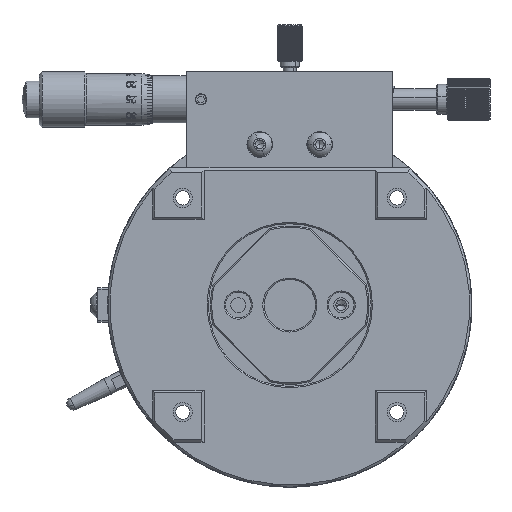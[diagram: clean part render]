
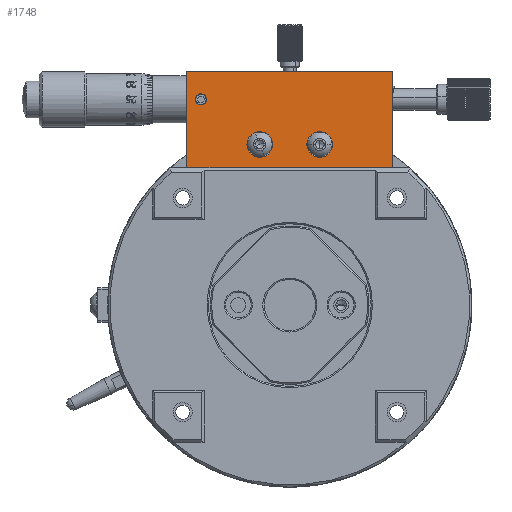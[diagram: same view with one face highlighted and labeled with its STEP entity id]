
A CAD part, front view. The second image highlights one B-rep face of the part: STEP entity #1748.
In plain terms, the highlighted planar face has unit normal (0, -1, 0).
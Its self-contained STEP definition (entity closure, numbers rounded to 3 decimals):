
#1660 = EDGE_CURVE ( 'NONE', #98080, #103613, #44644, .T. ) ;
#1748 = ADVANCED_FACE ( 'NONE', ( #83073, #28004, #127807, #11253 ), #112891, .F. ) ;
#2106 = VECTOR ( 'NONE', #13271, 1000. ) ;
#2181 = DIRECTION ( 'NONE',  ( 0., -1., 0. ) ) ;
#8339 = CARTESIAN_POINT ( 'NONE',  ( -24., 0., 54.5 ) ) ;
#10296 = LINE ( 'NONE', #53222, #174021 ) ;
#11253 = FACE_BOUND ( 'NONE', #50309, .T. ) ;
#12144 = DIRECTION ( 'NONE',  ( 0., 0., -1. ) ) ;
#13271 = DIRECTION ( 'NONE',  ( 0., 0., 1. ) ) ;
#14016 = DIRECTION ( 'NONE',  ( 0., 1., 0. ) ) ;
#16400 = CARTESIAN_POINT ( 'NONE',  ( -20.75, 0., 46.7 ) ) ;
#20397 = CARTESIAN_POINT ( 'NONE',  ( 24., 0., 32. ) ) ;
#22817 = AXIS2_PLACEMENT_3D ( 'NONE', #56003, #14016, #69998 ) ;
#24332 = ORIENTED_EDGE ( 'NONE', *, *, #57314, .T. ) ;
#25307 = EDGE_CURVE ( 'NONE', #103613, #98080, #93719, .T. ) ;
#25673 = EDGE_CURVE ( 'NONE', #114029, #65701, #58167, .T. ) ;
#28004 = FACE_BOUND ( 'NONE', #122172, .T. ) ;
#28202 = AXIS2_PLACEMENT_3D ( 'NONE', #47727, #157814, #115870 ) ;
#28461 = CARTESIAN_POINT ( 'NONE',  ( 24., 0., 54.5 ) ) ;
#30122 = VECTOR ( 'NONE', #95976, 1000. ) ;
#30997 = ORIENTED_EDGE ( 'NONE', *, *, #95225, .T. ) ;
#34880 = CARTESIAN_POINT ( 'NONE',  ( -7., 0., 37.5 ) ) ;
#43144 = ORIENTED_EDGE ( 'NONE', *, *, #101617, .F. ) ;
#43960 = DIRECTION ( 'NONE',  ( 0., 0., -1. ) ) ;
#44644 = CIRCLE ( 'NONE', #157817, 1.3 ) ;
#47725 = ORIENTED_EDGE ( 'NONE', *, *, #181710, .F. ) ;
#47727 = CARTESIAN_POINT ( 'NONE',  ( -20.75, 0., 48. ) ) ;
#49100 = CARTESIAN_POINT ( 'NONE',  ( -7., 0., 40.5 ) ) ;
#50309 = EDGE_LOOP ( 'NONE', ( #150596, #91097 ) ) ;
#51540 = CARTESIAN_POINT ( 'NONE',  ( 7., 0., 34.5 ) ) ;
#53222 = CARTESIAN_POINT ( 'NONE',  ( -24., 0., 32. ) ) ;
#56003 = CARTESIAN_POINT ( 'NONE',  ( -24., 0., 54.5 ) ) ;
#57222 = CARTESIAN_POINT ( 'NONE',  ( -20.75, 0., 48. ) ) ;
#57314 = EDGE_CURVE ( 'NONE', #138787, #83361, #125650, .T. ) ;
#57439 = CARTESIAN_POINT ( 'NONE',  ( -7., 0., 34.5 ) ) ;
#58167 = CIRCLE ( 'NONE', #102791, 3. ) ;
#61929 = DIRECTION ( 'NONE',  ( 1., 0., 0. ) ) ;
#64668 = AXIS2_PLACEMENT_3D ( 'NONE', #34880, #70113, #43960 ) ;
#65701 = VERTEX_POINT ( 'NONE', #51540 ) ;
#68717 = EDGE_CURVE ( 'NONE', #80110, #158027, #70659, .T. ) ;
#69998 = DIRECTION ( 'NONE',  ( 0., 0., -1. ) ) ;
#70113 = DIRECTION ( 'NONE',  ( 0., -1., 0. ) ) ;
#70659 = CIRCLE ( 'NONE', #64668, 3. ) ;
#78890 = EDGE_CURVE ( 'NONE', #168029, #83361, #150079, .T. ) ;
#80110 = VERTEX_POINT ( 'NONE', #57439 ) ;
#82950 = DIRECTION ( 'NONE',  ( 0., -1., 0. ) ) ;
#83073 = FACE_OUTER_BOUND ( 'NONE', #134258, .T. ) ;
#83361 = VERTEX_POINT ( 'NONE', #28461 ) ;
#83990 = CARTESIAN_POINT ( 'NONE',  ( -7., 0., 37.5 ) ) ;
#84148 = CARTESIAN_POINT ( 'NONE',  ( -24., 0., 54.5 ) ) ;
#84887 = DIRECTION ( 'NONE',  ( 0., -1., 0. ) ) ;
#90002 = ORIENTED_EDGE ( 'NONE', *, *, #78890, .F. ) ;
#91097 = ORIENTED_EDGE ( 'NONE', *, *, #1660, .F. ) ;
#93719 = CIRCLE ( 'NONE', #28202, 1.3 ) ;
#95225 = EDGE_CURVE ( 'NONE', #111696, #138787, #10296, .T. ) ;
#95976 = DIRECTION ( 'NONE',  ( 1., 0., 0. ) ) ;
#97638 = AXIS2_PLACEMENT_3D ( 'NONE', #169644, #82950, #184540 ) ;
#98080 = VERTEX_POINT ( 'NONE', #106370 ) ;
#101617 = EDGE_CURVE ( 'NONE', #111696, #168029, #154115, .T. ) ;
#102791 = AXIS2_PLACEMENT_3D ( 'NONE', #127788, #84887, #12144 ) ;
#103613 = VERTEX_POINT ( 'NONE', #16400 ) ;
#106370 = CARTESIAN_POINT ( 'NONE',  ( -20.75, 0., 49.3 ) ) ;
#111696 = VERTEX_POINT ( 'NONE', #142232 ) ;
#112891 = PLANE ( 'NONE',  #22817 ) ;
#114029 = VERTEX_POINT ( 'NONE', #168860 ) ;
#115870 = DIRECTION ( 'NONE',  ( 0., 0., -1. ) ) ;
#116896 = DIRECTION ( 'NONE',  ( 0., 0., -1. ) ) ;
#118868 = ORIENTED_EDGE ( 'NONE', *, *, #154157, .F. ) ;
#122172 = EDGE_LOOP ( 'NONE', ( #118868, #170135 ) ) ;
#125650 = LINE ( 'NONE', #155455, #126028 ) ;
#126028 = VECTOR ( 'NONE', #182514, 1000. ) ;
#126823 = EDGE_LOOP ( 'NONE', ( #180984, #47725 ) ) ;
#127788 = CARTESIAN_POINT ( 'NONE',  ( 7., 0., 37.5 ) ) ;
#127807 = FACE_BOUND ( 'NONE', #126823, .T. ) ;
#134258 = EDGE_LOOP ( 'NONE', ( #90002, #43144, #30997, #24332 ) ) ;
#138787 = VERTEX_POINT ( 'NONE', #20397 ) ;
#140858 = DIRECTION ( 'NONE',  ( 0., -1., 0. ) ) ;
#142232 = CARTESIAN_POINT ( 'NONE',  ( -24., 0., 32. ) ) ;
#150079 = LINE ( 'NONE', #8339, #30122 ) ;
#150596 = ORIENTED_EDGE ( 'NONE', *, *, #25307, .F. ) ;
#151819 = AXIS2_PLACEMENT_3D ( 'NONE', #83990, #140858, #155773 ) ;
#154115 = LINE ( 'NONE', #84148, #2106 ) ;
#154157 = EDGE_CURVE ( 'NONE', #65701, #114029, #174978, .T. ) ;
#155455 = CARTESIAN_POINT ( 'NONE',  ( 24., 0., 54.5 ) ) ;
#155773 = DIRECTION ( 'NONE',  ( 0., 0., -1. ) ) ;
#157814 = DIRECTION ( 'NONE',  ( 0., -1., 0. ) ) ;
#157817 = AXIS2_PLACEMENT_3D ( 'NONE', #57222, #2181, #116896 ) ;
#158027 = VERTEX_POINT ( 'NONE', #49100 ) ;
#163835 = CIRCLE ( 'NONE', #151819, 3. ) ;
#168029 = VERTEX_POINT ( 'NONE', #170461 ) ;
#168860 = CARTESIAN_POINT ( 'NONE',  ( 7., 0., 40.5 ) ) ;
#169644 = CARTESIAN_POINT ( 'NONE',  ( 7., 0., 37.5 ) ) ;
#170135 = ORIENTED_EDGE ( 'NONE', *, *, #25673, .F. ) ;
#170461 = CARTESIAN_POINT ( 'NONE',  ( -24., 0., 54.5 ) ) ;
#174021 = VECTOR ( 'NONE', #61929, 1000. ) ;
#174978 = CIRCLE ( 'NONE', #97638, 3. ) ;
#180984 = ORIENTED_EDGE ( 'NONE', *, *, #68717, .F. ) ;
#181710 = EDGE_CURVE ( 'NONE', #158027, #80110, #163835, .T. ) ;
#182514 = DIRECTION ( 'NONE',  ( 0., 0., 1. ) ) ;
#184540 = DIRECTION ( 'NONE',  ( 0., 0., -1. ) ) ;
